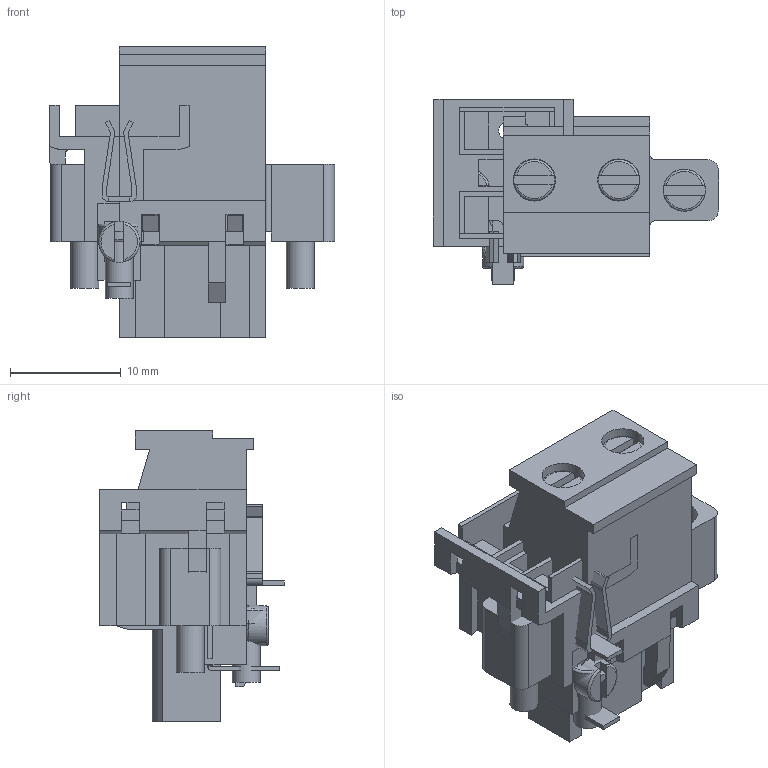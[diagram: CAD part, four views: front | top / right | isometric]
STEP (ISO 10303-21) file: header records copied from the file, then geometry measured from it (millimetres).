
FILE_DESCRIPTION( ( 'Unknown' ), '1' );
FILE_NAME( '691345410002.stp', 'Unknown', ( 'Unknown' ), ( 'Unknown' ), 'PSStep 14.0', 'Unknown', ' ' );
FILE_SCHEMA( ( 'AUTOMOTIVE_DESIGN { 1 0 10303 214 1 1 1 1 }' ) );
Length unit declared in the file: millimetre
Products named in the file (7): Assem1; vis cage; vis flange; Spring; cage; 691345410002_plastic top; 691345410002_plastic bottom
Bounding box: 25.72 x 16.66 x 26.2 mm (x, y, z)
Volume: 4685 mm3; surface area: 9877.3 mm2
Topology: 16 solids, 16 shells, 771 faces, 2096 edges, 1369 vertices
Faces by surface type: plane 628, cylinder 117, torus 18, cone 8
Full cylindrical faces by diameter (mm): 1.5 x4, 2.459 x3, 2.5 x3, 2.6 x4, 2.7 x4, 3 x7, 3.7 x3, 3.8 x11
Entity records: 13396 total; most frequent: CARTESIAN_POINT 1903, ORIENTED_EDGE 1812, DIRECTION 1712, EDGE_CURVE 906, LINE 788, VECTOR 788, VERTEX_POINT 605, AXIS2_PLACEMENT_3D 462
